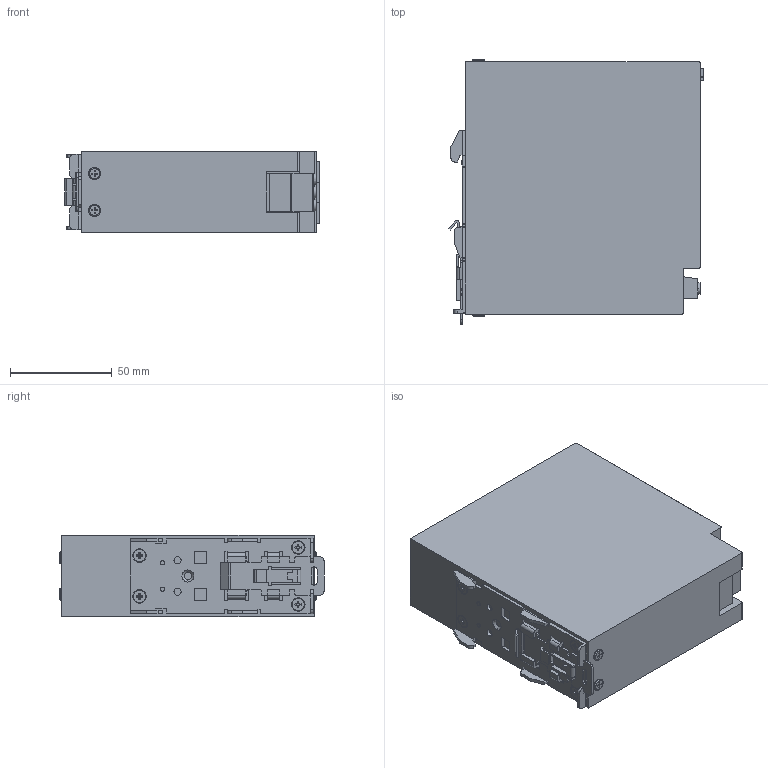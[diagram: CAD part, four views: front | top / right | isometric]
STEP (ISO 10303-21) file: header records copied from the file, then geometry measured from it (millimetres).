
FILE_DESCRIPTION (( 'STEP AP203' ), '1' );
FILE_NAME ('PSN24-120_WESLEY.STEP', '2021-10-20T13:11:55', ( '' ), ( '' ), 'SwSTEP 2.0', 'SolidWorks 2021', '' );
FILE_SCHEMA (( 'CONFIG_CONTROL_DESIGN' ));
Length unit declared in the file: inch
Products named in the file (1): PSN24-120_WESLEY
Bounding box: 125.14 x 130 x 40 mm (x, y, z)
Volume: 573225.8 mm3; surface area: 81358 mm2
Topology: 27 solids, 27 shells, 2162 faces, 5827 edges, 3842 vertices
Faces by surface type: plane 1229, bspline 636, cylinder 263, cone 34
Entity records: 75176 total; most frequent: CARTESIAN_POINT 24635, ORIENTED_EDGE 11654, DIRECTION 8255, EDGE_CURVE 5827, VECTOR 3941, LINE 3941, VERTEX_POINT 3842, EDGE_LOOP 2329
